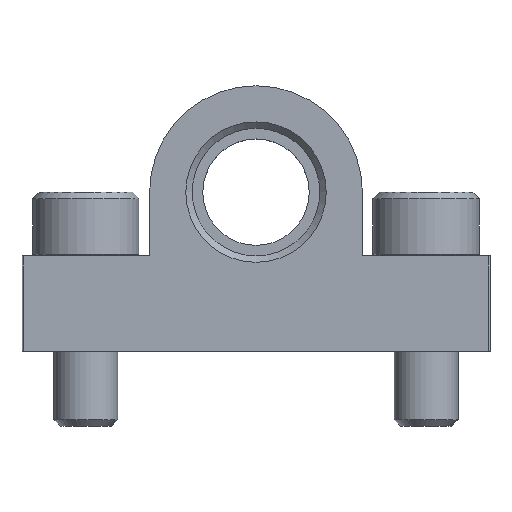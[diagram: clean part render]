
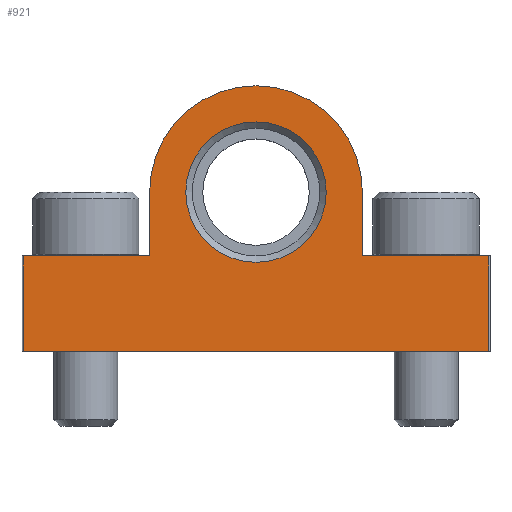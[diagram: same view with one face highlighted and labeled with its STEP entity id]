
A CAD part, top view. The second image highlights one B-rep face of the part: STEP entity #921.
In plain terms, the highlighted planar face has unit normal (0, 0, 1).
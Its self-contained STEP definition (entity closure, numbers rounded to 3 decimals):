
#58=LINE('',#1339,#102);
#62=LINE('',#1348,#106);
#64=LINE('',#1357,#108);
#65=LINE('',#1359,#109);
#66=LINE('',#1361,#110);
#67=LINE('',#1363,#111);
#68=LINE('',#1365,#112);
#102=VECTOR('',#1093,1000.);
#106=VECTOR('',#1099,1000.);
#108=VECTOR('',#1111,1000.);
#109=VECTOR('',#1112,1000.);
#110=VECTOR('',#1113,1000.);
#111=VECTOR('',#1114,1000.);
#112=VECTOR('',#1115,1000.);
#146=PLANE('',#989);
#184=ORIENTED_EDGE('',*,*,#370,.T.);
#185=ORIENTED_EDGE('',*,*,#362,.T.);
#186=ORIENTED_EDGE('',*,*,#371,.F.);
#187=ORIENTED_EDGE('',*,*,#372,.T.);
#188=ORIENTED_EDGE('',*,*,#373,.T.);
#189=ORIENTED_EDGE('',*,*,#374,.F.);
#190=ORIENTED_EDGE('',*,*,#375,.F.);
#191=ORIENTED_EDGE('',*,*,#366,.T.);
#192=ORIENTED_EDGE('',*,*,#369,.T.);
#362=EDGE_CURVE('',#457,#456,#58,.T.);
#366=EDGE_CURVE('',#461,#460,#62,.T.);
#369=EDGE_CURVE('',#460,#457,#521,.T.);
#370=EDGE_CURVE('',#462,#462,#522,.T.);
#371=EDGE_CURVE('',#463,#456,#64,.T.);
#372=EDGE_CURVE('',#463,#464,#65,.T.);
#373=EDGE_CURVE('',#464,#465,#66,.T.);
#374=EDGE_CURVE('',#466,#465,#67,.T.);
#375=EDGE_CURVE('',#461,#466,#68,.T.);
#456=VERTEX_POINT('',#1338);
#457=VERTEX_POINT('',#1340);
#460=VERTEX_POINT('',#1347);
#461=VERTEX_POINT('',#1349);
#462=VERTEX_POINT('',#1356);
#463=VERTEX_POINT('',#1358);
#464=VERTEX_POINT('',#1360);
#465=VERTEX_POINT('',#1362);
#466=VERTEX_POINT('',#1364);
#521=CIRCLE('',#988,10.);
#522=CIRCLE('',#990,6.6);
#567=EDGE_LOOP('',(#184));
#568=EDGE_LOOP('',(#185,#186,#187,#188,#189,#190,#191,#192));
#645=FACE_BOUND('',#567,.T.);
#646=FACE_BOUND('',#568,.T.);
#921=ADVANCED_FACE('',(#645,#646),#146,.T.);
#988=AXIS2_PLACEMENT_3D('',#1353,#1105,#1106);
#989=AXIS2_PLACEMENT_3D('',#1354,#1107,#1108);
#990=AXIS2_PLACEMENT_3D('',#1355,#1109,#1110);
#1093=DIRECTION('',(0.,-1.,0.));
#1099=DIRECTION('',(0.,1.,0.));
#1105=DIRECTION('',(0.,0.,1.));
#1106=DIRECTION('',(1.,0.,0.));
#1107=DIRECTION('',(0.,0.,1.));
#1108=DIRECTION('',(1.,0.,0.));
#1109=DIRECTION('',(0.,0.,-1.));
#1110=DIRECTION('',(-1.,0.,0.));
#1111=DIRECTION('',(1.,0.,0.));
#1112=DIRECTION('',(0.,-1.,0.));
#1113=DIRECTION('',(1.,0.,0.));
#1114=DIRECTION('',(0.,-1.,0.));
#1115=DIRECTION('',(1.,0.,0.));
#1338=CARTESIAN_POINT('',(-10.,9.,5.25));
#1339=CARTESIAN_POINT('',(-10.,15.,5.25));
#1340=CARTESIAN_POINT('',(-10.,15.,5.25));
#1347=CARTESIAN_POINT('',(10.,15.,5.25));
#1348=CARTESIAN_POINT('',(10.,9.,5.25));
#1349=CARTESIAN_POINT('',(10.,9.,5.25));
#1353=CARTESIAN_POINT('',(0.,15.,5.25));
#1354=CARTESIAN_POINT('',(0.,15.,5.25));
#1355=CARTESIAN_POINT('',(0.,15.,5.25));
#1356=CARTESIAN_POINT('',(-6.6,15.,5.25));
#1357=CARTESIAN_POINT('',(-21.9,9.,5.25));
#1358=CARTESIAN_POINT('',(-21.9,9.,5.25));
#1359=CARTESIAN_POINT('',(-21.9,9.,5.25));
#1360=CARTESIAN_POINT('',(-21.9,0.,5.25));
#1361=CARTESIAN_POINT('',(-21.9,0.,5.25));
#1362=CARTESIAN_POINT('',(21.9,0.,5.25));
#1363=CARTESIAN_POINT('',(21.9,9.,5.25));
#1364=CARTESIAN_POINT('',(21.9,9.,5.25));
#1365=CARTESIAN_POINT('',(-21.9,9.,5.25));
